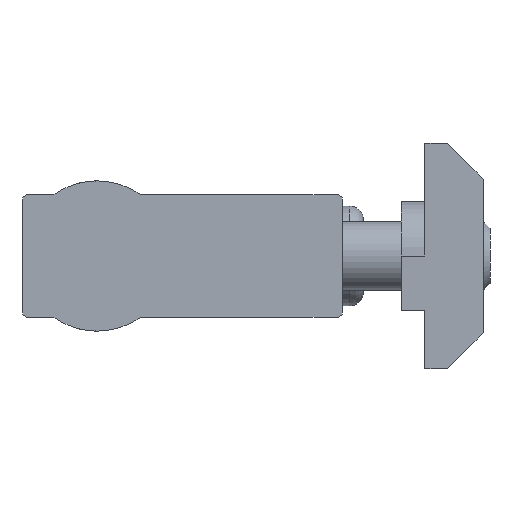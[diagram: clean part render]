
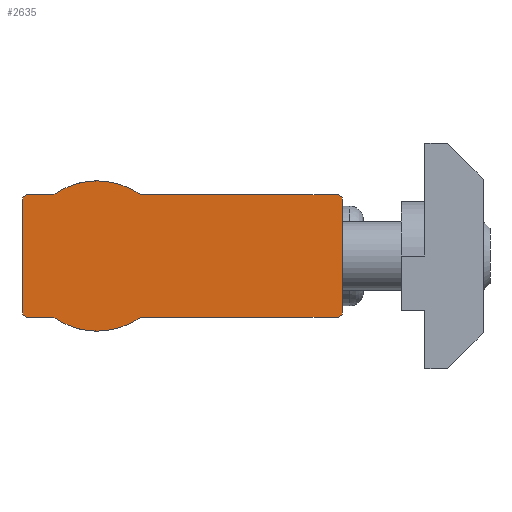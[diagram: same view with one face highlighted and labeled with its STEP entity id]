
A CAD part, left-side view. The second image highlights one B-rep face of the part: STEP entity #2635.
In plain terms, the highlighted planar face has unit normal (-1, 0, 0).
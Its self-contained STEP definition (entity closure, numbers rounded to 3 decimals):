
#38 = EDGE_CURVE ( 'NONE', #3048, #4044, #364, .T. ) ;
#94 = AXIS2_PLACEMENT_3D ( 'NONE', #1689, #778, #715 ) ;
#100 = DIRECTION ( 'NONE',  ( 1., 0., 0. ) ) ;
#103 = ORIENTED_EDGE ( 'NONE', *, *, #38, .F. ) ;
#150 = CARTESIAN_POINT ( 'NONE',  ( -15., -18., 4. ) ) ;
#173 = CARTESIAN_POINT ( 'NONE',  ( -15., -17.5, -4.5 ) ) ;
#259 = DIRECTION ( 'NONE',  ( 1., 0., 0. ) ) ;
#295 = ORIENTED_EDGE ( 'NONE', *, *, #1964, .F. ) ;
#318 = EDGE_CURVE ( 'NONE', #1795, #1032, #3770, .T. ) ;
#351 = DIRECTION ( 'NONE',  ( 1., 0., 0. ) ) ;
#364 = LINE ( 'NONE', #173, #1517 ) ;
#379 = DIRECTION ( 'NONE',  ( 0., 0., 1. ) ) ;
#405 = CIRCLE ( 'NONE', #2972, 0.5 ) ;
#440 = EDGE_LOOP ( 'NONE', ( #813, #2538, #4024, #3452, #3003, #1399, #3785, #2878, #295, #1855, #2722, #103, #1243 ) ) ;
#445 = CARTESIAN_POINT ( 'NONE',  ( -15., 4., 0. ) ) ;
#452 = EDGE_CURVE ( 'NONE', #1636, #2971, #1566, .T. ) ;
#593 = DIRECTION ( 'NONE',  ( 0., 0., -1. ) ) ;
#594 = CARTESIAN_POINT ( 'NONE',  ( -15., -17.5, -4. ) ) ;
#666 = CARTESIAN_POINT ( 'NONE',  ( -15., -3.162, -4.5 ) ) ;
#695 = CARTESIAN_POINT ( 'NONE',  ( -15., -17.5, -4.5 ) ) ;
#710 = VECTOR ( 'NONE', #1642, 1000. ) ;
#715 = DIRECTION ( 'NONE',  ( 0., 0., 1. ) ) ;
#749 = VERTEX_POINT ( 'NONE', #150 ) ;
#777 = DIRECTION ( 'NONE',  ( 0., 0., -1. ) ) ;
#778 = DIRECTION ( 'NONE',  ( 1., 0., 0. ) ) ;
#813 = ORIENTED_EDGE ( 'NONE', *, *, #2261, .F. ) ;
#824 = CARTESIAN_POINT ( 'NONE',  ( -15., -18., 4. ) ) ;
#1024 = DIRECTION ( 'NONE',  ( 0., 0., -1. ) ) ;
#1032 = VERTEX_POINT ( 'NONE', #2948 ) ;
#1038 = CARTESIAN_POINT ( 'NONE',  ( -15., 4., 4.5 ) ) ;
#1045 = CARTESIAN_POINT ( 'NONE',  ( -15., 4., -4.5 ) ) ;
#1081 = AXIS2_PLACEMENT_3D ( 'NONE', #445, #3022, #777 ) ;
#1082 = CARTESIAN_POINT ( 'NONE',  ( -15., 0., -5.5 ) ) ;
#1098 = AXIS2_PLACEMENT_3D ( 'NONE', #3884, #3279, #1926 ) ;
#1182 = CIRCLE ( 'NONE', #94, 0.5 ) ;
#1195 = CARTESIAN_POINT ( 'NONE',  ( -15., -18., -4. ) ) ;
#1196 = LINE ( 'NONE', #2230, #2319 ) ;
#1211 = AXIS2_PLACEMENT_3D ( 'NONE', #3961, #100, #379 ) ;
#1231 = CARTESIAN_POINT ( 'NONE',  ( -15., 5.5, 4. ) ) ;
#1243 = ORIENTED_EDGE ( 'NONE', *, *, #2821, .F. ) ;
#1356 = CIRCLE ( 'NONE', #1744, 5.5 ) ;
#1360 = CIRCLE ( 'NONE', #1211, 0.5 ) ;
#1399 = ORIENTED_EDGE ( 'NONE', *, *, #3543, .F. ) ;
#1477 = AXIS2_PLACEMENT_3D ( 'NONE', #2517, #3578, #3240 ) ;
#1517 = VECTOR ( 'NONE', #3742, 1000. ) ;
#1519 = VERTEX_POINT ( 'NONE', #3505 ) ;
#1566 = LINE ( 'NONE', #2657, #710 ) ;
#1576 = VECTOR ( 'NONE', #2024, 1000. ) ;
#1636 = VERTEX_POINT ( 'NONE', #3552 ) ;
#1642 = DIRECTION ( 'NONE',  ( 0., -1., 0. ) ) ;
#1689 = CARTESIAN_POINT ( 'NONE',  ( -15., 5., 4. ) ) ;
#1744 = AXIS2_PLACEMENT_3D ( 'NONE', #3656, #351, #1024 ) ;
#1749 = EDGE_CURVE ( 'NONE', #4044, #2784, #1890, .T. ) ;
#1795 = VERTEX_POINT ( 'NONE', #1944 ) ;
#1855 = ORIENTED_EDGE ( 'NONE', *, *, #1883, .F. ) ;
#1858 = DIRECTION ( 'NONE',  ( 0., 0., -1. ) ) ;
#1883 = EDGE_CURVE ( 'NONE', #2784, #1519, #3283, .T. ) ;
#1890 = CIRCLE ( 'NONE', #1477, 5.5 ) ;
#1926 = DIRECTION ( 'NONE',  ( 0., 0., 1. ) ) ;
#1944 = CARTESIAN_POINT ( 'NONE',  ( -15., 5., -4.5 ) ) ;
#1964 = EDGE_CURVE ( 'NONE', #1519, #1795, #3488, .T. ) ;
#2024 = DIRECTION ( 'NONE',  ( 0., -1., 0. ) ) ;
#2058 = PLANE ( 'NONE',  #1081 ) ;
#2074 = DIRECTION ( 'NONE',  ( 0., 1., 0. ) ) ;
#2204 = CARTESIAN_POINT ( 'NONE',  ( -15., 0., 0. ) ) ;
#2230 = CARTESIAN_POINT ( 'NONE',  ( -15., 5.5, 0. ) ) ;
#2261 = EDGE_CURVE ( 'NONE', #749, #3018, #3774, .T. ) ;
#2319 = VECTOR ( 'NONE', #2831, 1000. ) ;
#2456 = EDGE_CURVE ( 'NONE', #2971, #749, #1360, .T. ) ;
#2500 = DIRECTION ( 'NONE',  ( 0., 0., 1. ) ) ;
#2517 = CARTESIAN_POINT ( 'NONE',  ( -15., 0., 0. ) ) ;
#2538 = ORIENTED_EDGE ( 'NONE', *, *, #2456, .F. ) ;
#2635 = ADVANCED_FACE ( 'NONE', ( #3573 ), #2058, .F. ) ;
#2657 = CARTESIAN_POINT ( 'NONE',  ( -15., -3.162, 4.5 ) ) ;
#2722 = ORIENTED_EDGE ( 'NONE', *, *, #1749, .F. ) ;
#2741 = AXIS2_PLACEMENT_3D ( 'NONE', #2204, #259, #593 ) ;
#2772 = EDGE_CURVE ( 'NONE', #3914, #1636, #1356, .T. ) ;
#2784 = VERTEX_POINT ( 'NONE', #1082 ) ;
#2821 = EDGE_CURVE ( 'NONE', #3018, #3048, #405, .T. ) ;
#2831 = DIRECTION ( 'NONE',  ( 0., 0., 1. ) ) ;
#2870 = VERTEX_POINT ( 'NONE', #1231 ) ;
#2878 = ORIENTED_EDGE ( 'NONE', *, *, #318, .F. ) ;
#2881 = DIRECTION ( 'NONE',  ( 1., 0., 0. ) ) ;
#2899 = EDGE_CURVE ( 'NONE', #1032, #2870, #1196, .T. ) ;
#2948 = CARTESIAN_POINT ( 'NONE',  ( -15., 5.5, -4. ) ) ;
#2966 = VECTOR ( 'NONE', #2074, 1000. ) ;
#2971 = VERTEX_POINT ( 'NONE', #3490 ) ;
#2972 = AXIS2_PLACEMENT_3D ( 'NONE', #594, #2881, #2500 ) ;
#3003 = ORIENTED_EDGE ( 'NONE', *, *, #3936, .F. ) ;
#3018 = VERTEX_POINT ( 'NONE', #1195 ) ;
#3022 = DIRECTION ( 'NONE',  ( 1., 0., 0. ) ) ;
#3048 = VERTEX_POINT ( 'NONE', #695 ) ;
#3240 = DIRECTION ( 'NONE',  ( 0., 0., -1. ) ) ;
#3253 = VERTEX_POINT ( 'NONE', #3532 ) ;
#3267 = CARTESIAN_POINT ( 'NONE',  ( -15., 3.162, 4.5 ) ) ;
#3279 = DIRECTION ( 'NONE',  ( 1., 0., 0. ) ) ;
#3283 = CIRCLE ( 'NONE', #2741, 5.5 ) ;
#3435 = VECTOR ( 'NONE', #1858, 1000. ) ;
#3452 = ORIENTED_EDGE ( 'NONE', *, *, #2772, .F. ) ;
#3488 = LINE ( 'NONE', #1045, #2966 ) ;
#3490 = CARTESIAN_POINT ( 'NONE',  ( -15., -17.5, 4.5 ) ) ;
#3505 = CARTESIAN_POINT ( 'NONE',  ( -15., 3.162, -4.5 ) ) ;
#3532 = CARTESIAN_POINT ( 'NONE',  ( -15., 5., 4.5 ) ) ;
#3543 = EDGE_CURVE ( 'NONE', #2870, #3253, #1182, .T. ) ;
#3552 = CARTESIAN_POINT ( 'NONE',  ( -15., -3.162, 4.5 ) ) ;
#3573 = FACE_OUTER_BOUND ( 'NONE', #440, .T. ) ;
#3578 = DIRECTION ( 'NONE',  ( 1., 0., 0. ) ) ;
#3656 = CARTESIAN_POINT ( 'NONE',  ( -15., 0., 0. ) ) ;
#3742 = DIRECTION ( 'NONE',  ( 0., 1., 0. ) ) ;
#3770 = CIRCLE ( 'NONE', #1098, 0.5 ) ;
#3774 = LINE ( 'NONE', #824, #3435 ) ;
#3785 = ORIENTED_EDGE ( 'NONE', *, *, #2899, .F. ) ;
#3884 = CARTESIAN_POINT ( 'NONE',  ( -15., 5., -4. ) ) ;
#3914 = VERTEX_POINT ( 'NONE', #3267 ) ;
#3936 = EDGE_CURVE ( 'NONE', #3253, #3914, #4143, .T. ) ;
#3961 = CARTESIAN_POINT ( 'NONE',  ( -15., -17.5, 4. ) ) ;
#4024 = ORIENTED_EDGE ( 'NONE', *, *, #452, .F. ) ;
#4044 = VERTEX_POINT ( 'NONE', #666 ) ;
#4143 = LINE ( 'NONE', #1038, #1576 ) ;
